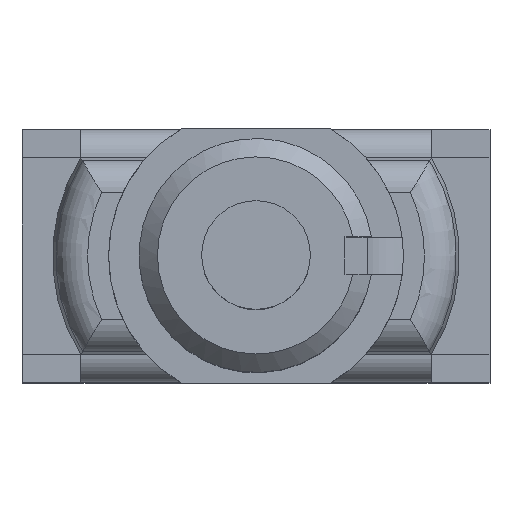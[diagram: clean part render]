
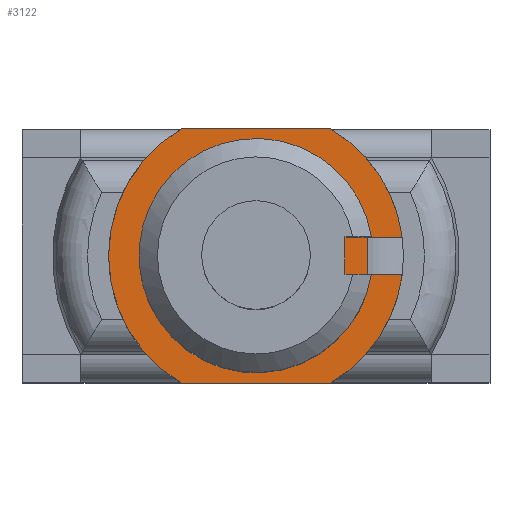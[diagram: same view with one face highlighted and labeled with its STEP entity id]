
A CAD part, top view. The second image highlights one B-rep face of the part: STEP entity #3122.
In plain terms, the highlighted planar face has unit normal (0, 0, 1).
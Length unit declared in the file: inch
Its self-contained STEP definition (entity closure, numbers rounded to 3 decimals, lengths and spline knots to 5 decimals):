
#2706=CARTESIAN_POINT('',(0.11907,0.02008,0.46772));
#2707=VERTEX_POINT('',#2706);
#2715=CARTESIAN_POINT('',(0.11907,-0.02008,0.46772));
#2716=VERTEX_POINT('',#2715);
#2717=CARTESIAN_POINT('',(0.11907,-0.02008,0.46772));
#2718=DIRECTION('',(0.0,1.0,0.0));
#2719=VECTOR('',#2718,0.04016);
#2720=LINE('',#2717,#2719);
#2721=EDGE_CURVE('',#2716,#2707,#2720,.T.);
#2747=CARTESIAN_POINT('',(0.1562,-0.02008,0.46772));
#2748=VERTEX_POINT('',#2747);
#2756=CARTESIAN_POINT('',(0.1562,-0.02008,0.46772));
#2757=DIRECTION('',(-1.0,0.0,0.0));
#2758=VECTOR('',#2757,0.03713);
#2759=LINE('',#2756,#2758);
#2760=EDGE_CURVE('',#2748,#2716,#2759,.T.);
#2770=CARTESIAN_POINT('',(0.1562,0.02008,0.46772));
#2771=VERTEX_POINT('',#2770);
#2778=CARTESIAN_POINT('',(0.11907,0.02008,0.46772));
#2779=DIRECTION('',(1.0,0.0,0.0));
#2780=VECTOR('',#2779,0.03713);
#2781=LINE('',#2778,#2780);
#2782=EDGE_CURVE('',#2707,#2771,#2781,.T.);
#2797=CARTESIAN_POINT('',(0.07969,-0.13583,0.46772));
#2798=VERTEX_POINT('',#2797);
#2799=CARTESIAN_POINT('',(0.,0.,0.46772));
#2800=DIRECTION('',(0.0,0.0,-1.0));
#2801=DIRECTION('',(-0.506,0.863,0.0));
#2802=AXIS2_PLACEMENT_3D('',#2799,#2800,#2801);
#2803=CIRCLE('',#2802,0.15748);
#2804=EDGE_CURVE('',#2748,#2798,#2803,.T.);
#2821=CARTESIAN_POINT('',(0.07969,0.13583,0.46772));
#2822=VERTEX_POINT('',#2821);
#2829=CARTESIAN_POINT('',(0.,0.,0.46772));
#2830=DIRECTION('',(0.0,0.0,-1.0));
#2831=DIRECTION('',(-0.506,0.863,0.0));
#2832=AXIS2_PLACEMENT_3D('',#2829,#2830,#2831);
#2833=CIRCLE('',#2832,0.15748);
#2834=EDGE_CURVE('',#2822,#2771,#2833,.T.);
#2886=CARTESIAN_POINT('',(0.10639,0.02008,0.46772));
#2887=VERTEX_POINT('',#2886);
#2894=CARTESIAN_POINT('',(0.10639,-0.02008,0.46772));
#2895=VERTEX_POINT('',#2894);
#2896=CARTESIAN_POINT('',(0.,0.,0.46772));
#2897=DIRECTION('',(0.0,0.0,1.0));
#2898=DIRECTION('',(-1.0,0.0,0.0));
#2899=AXIS2_PLACEMENT_3D('',#2896,#2897,#2898);
#2900=CIRCLE('',#2899,0.10827);
#2901=EDGE_CURVE('',#2887,#2895,#2900,.T.);
#2951=CARTESIAN_POINT('',(0.09508,0.02008,0.46772));
#2952=VERTEX_POINT('',#2951);
#2959=CARTESIAN_POINT('',(0.10639,0.02008,0.46772));
#2960=DIRECTION('',(-1.0,0.0,0.0));
#2961=VECTOR('',#2960,0.01131);
#2962=LINE('',#2959,#2961);
#2963=EDGE_CURVE('',#2887,#2952,#2962,.T.);
#2998=CARTESIAN_POINT('',(0.09508,-0.02008,0.46772));
#2999=VERTEX_POINT('',#2998);
#3000=CARTESIAN_POINT('',(0.09508,0.02008,0.46772));
#3001=DIRECTION('',(0.0,-1.0,0.0));
#3002=VECTOR('',#3001,0.04016);
#3003=LINE('',#3000,#3002);
#3004=EDGE_CURVE('',#2952,#2999,#3003,.T.);
#3030=CARTESIAN_POINT('',(0.09508,-0.02008,0.46772));
#3031=DIRECTION('',(1.0,0.0,0.0));
#3032=VECTOR('',#3031,0.01131);
#3033=LINE('',#3030,#3032);
#3034=EDGE_CURVE('',#2999,#2895,#3033,.T.);
#3081=CARTESIAN_POINT('',(0.,0.,0.46772));
#3082=DIRECTION('',(0.0,0.0,1.0));
#3083=DIRECTION('',(1.0,0.0,0.0));
#3084=AXIS2_PLACEMENT_3D('',#3081,#3082,#3083);
#3085=PLANE('',#3084);
#3086=ORIENTED_EDGE('',*,*,#2782,.T.);
#3087=ORIENTED_EDGE('',*,*,#2834,.F.);
#3088=CARTESIAN_POINT('',(-0.07969,0.13583,0.46772));
#3089=VERTEX_POINT('',#3088);
#3090=CARTESIAN_POINT('',(-0.07969,0.13583,0.46772));
#3091=DIRECTION('',(1.0,0.0,0.0));
#3092=VECTOR('',#3091,0.15939);
#3093=LINE('',#3090,#3092);
#3094=EDGE_CURVE('',#3089,#2822,#3093,.T.);
#3095=ORIENTED_EDGE('',*,*,#3094,.F.);
#3096=CARTESIAN_POINT('',(-0.07969,-0.13583,0.46772));
#3097=VERTEX_POINT('',#3096);
#3098=CARTESIAN_POINT('',(0.,0.,0.46772));
#3099=DIRECTION('',(0.0,0.0,-1.0));
#3100=DIRECTION('',(0.506,-0.863,0.0));
#3101=AXIS2_PLACEMENT_3D('',#3098,#3099,#3100);
#3102=CIRCLE('',#3101,0.15748);
#3103=EDGE_CURVE('',#3097,#3089,#3102,.T.);
#3104=ORIENTED_EDGE('',*,*,#3103,.F.);
#3105=CARTESIAN_POINT('',(0.07969,-0.13583,0.46772));
#3106=DIRECTION('',(-1.0,0.0,0.0));
#3107=VECTOR('',#3106,0.15939);
#3108=LINE('',#3105,#3107);
#3109=EDGE_CURVE('',#2798,#3097,#3108,.T.);
#3110=ORIENTED_EDGE('',*,*,#3109,.F.);
#3111=ORIENTED_EDGE('',*,*,#2804,.F.);
#3112=ORIENTED_EDGE('',*,*,#2760,.T.);
#3113=ORIENTED_EDGE('',*,*,#2721,.T.);
#3114=EDGE_LOOP('',(#3086,#3087,#3095,#3104,#3110,#3111,#3112,#3113));
#3115=FACE_OUTER_BOUND('',#3114,.T.);
#3116=ORIENTED_EDGE('',*,*,#2963,.T.);
#3117=ORIENTED_EDGE('',*,*,#3004,.T.);
#3118=ORIENTED_EDGE('',*,*,#3034,.T.);
#3119=ORIENTED_EDGE('',*,*,#2901,.F.);
#3120=EDGE_LOOP('',(#3116,#3117,#3118,#3119));
#3121=FACE_BOUND('',#3120,.T.);
#3122=ADVANCED_FACE('',(#3115,#3121),#3085,.T.);
